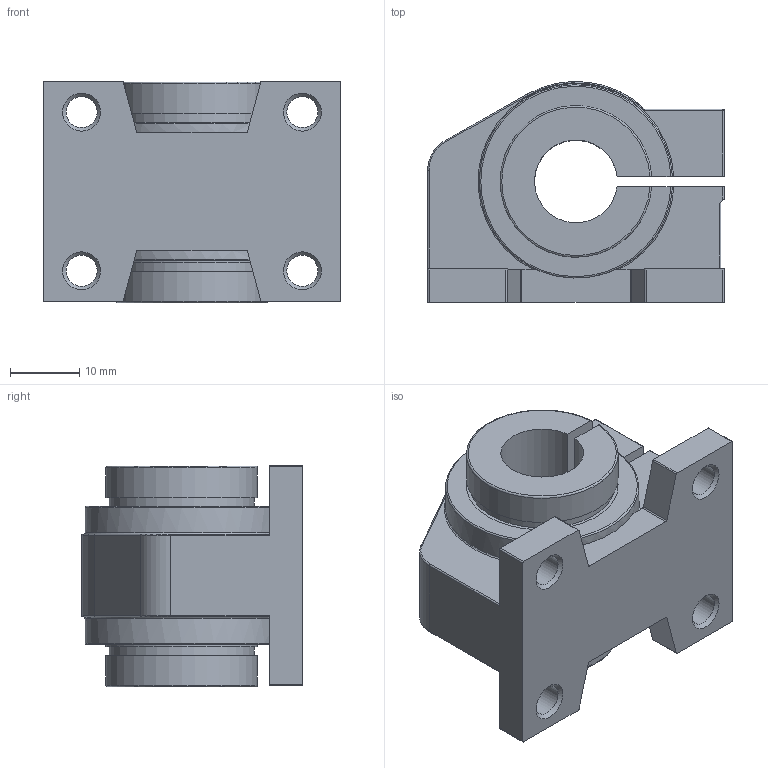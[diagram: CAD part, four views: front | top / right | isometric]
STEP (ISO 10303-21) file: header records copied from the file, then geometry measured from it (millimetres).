
FILE_DESCRIPTION(/* description */ ('Gehäuseeinheit geschlitzt, einstellbar'),/* implementation_level */ '2;1');
FILE_NAME(/* name */ '131659-0.step',/* time_stamp */ '2021-08-11T11:48:28+02:00',/* author */ ('MuellerJ'),/* organization */ (''),/* preprocessor_version */ 'ST-DEVELOPER v18.1',/* originating_system */ 'Autodesk Inventor 2021',/* authorisation */ '');
FILE_SCHEMA (('AUTOMOTIVE_DESIGN { 1 0 10303 214 3 1 1 }'));
Length unit declared in the file: millimetre
Products named in the file (3): leer; leer_1; leer_2
Assembly tree (2 placements, depth 2):
  leer
    leer_1
    leer_2
Bounding box: 43 x 31.99 x 32.15 mm (x, y, z)
Volume: 22320.7 mm3; surface area: 11480.2 mm2
Topology: 2 solids, 2 shells, 112 faces, 289 edges, 183 vertices
Faces by surface type: cylinder 49, plane 43, torus 12, cone 5, sphere 3
Full cylindrical faces by diameter (mm): 2.459 x2, 4.5 x4, 8 x4, 10 x1
Entity records: 3672 total; most frequent: CARTESIAN_POINT 763, DIRECTION 616, ORIENTED_EDGE 570, EDGE_CURVE 285, AXIS2_PLACEMENT_3D 232, VERTEX_POINT 183, LINE 152, VECTOR 152
